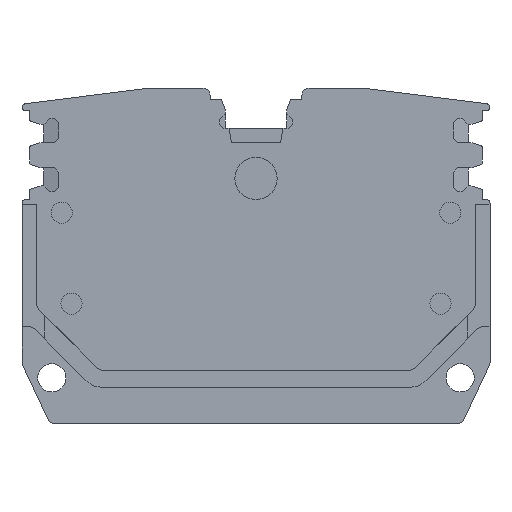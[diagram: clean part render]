
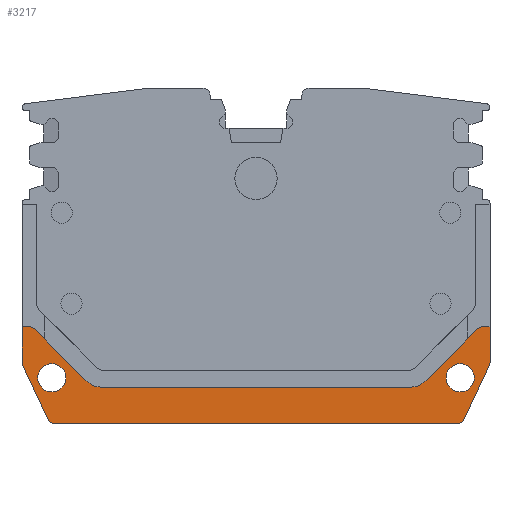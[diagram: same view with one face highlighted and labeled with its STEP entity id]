
A CAD part, left-side view. The second image highlights one B-rep face of the part: STEP entity #3217.
In plain terms, the highlighted planar face has unit normal (-1, 0, 0).
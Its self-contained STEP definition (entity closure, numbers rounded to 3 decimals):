
#102=AXIS2_PLACEMENT_3D('Plane Axis2P3D',#99,#100,#101) ;
#1225=AXIS2_PLACEMENT_3D('Circle Axis2P3D',#1223,#1224,$) ;
#1287=AXIS2_PLACEMENT_3D('Circle Axis2P3D',#1285,#1286,$) ;
#1365=AXIS2_PLACEMENT_3D('Circle Axis2P3D',#1363,#1364,$) ;
#2197=AXIS2_PLACEMENT_3D('Circle Axis2P3D',#2195,#2196,$) ;
#3109=AXIS2_PLACEMENT_3D('Circle Axis2P3D',#3107,#3108,$) ;
#3123=AXIS2_PLACEMENT_3D('Circle Axis2P3D',#3121,#3122,$) ;
#3137=AXIS2_PLACEMENT_3D('Circle Axis2P3D',#3135,#3136,$) ;
#3151=AXIS2_PLACEMENT_3D('Circle Axis2P3D',#3149,#3150,$) ;
#3183=AXIS2_PLACEMENT_3D('Circle Axis2P3D',#3181,#3182,$) ;
#3192=AXIS2_PLACEMENT_3D('Circle Axis2P3D',#3190,#3191,$) ;
#3201=AXIS2_PLACEMENT_3D('Circle Axis2P3D',#3199,#3200,$) ;
#3210=AXIS2_PLACEMENT_3D('Circle Axis2P3D',#3208,#3209,$) ;
#99=CARTESIAN_POINT('Axis2P3D Location',(0.,16.6,17.399)) ;
#1173=CARTESIAN_POINT('Vertex',(0.,4.54,3.052)) ;
#1176=CARTESIAN_POINT('Line Origine',(0.,2.697,4.895)) ;
#1180=CARTESIAN_POINT('Vertex',(0.,0.854,6.738)) ;
#1220=CARTESIAN_POINT('Vertex',(0.,5.636,2.598)) ;
#1223=CARTESIAN_POINT('Axis2P3D Location',(0.,5.636,4.148)) ;
#1251=CARTESIAN_POINT('Vertex',(0.,27.564,2.598)) ;
#1254=CARTESIAN_POINT('Line Origine',(0.,16.6,2.598)) ;
#1282=CARTESIAN_POINT('Vertex',(0.,28.66,3.052)) ;
#1285=CARTESIAN_POINT('Axis2P3D Location',(0.,27.564,4.148)) ;
#1315=CARTESIAN_POINT('Vertex',(0.,32.346,6.738)) ;
#1318=CARTESIAN_POINT('Line Origine',(0.,30.503,4.895)) ;
#1360=CARTESIAN_POINT('Vertex',(0.,32.7,6.885)) ;
#1363=CARTESIAN_POINT('Axis2P3D Location',(0.,32.7,6.385)) ;
#1391=CARTESIAN_POINT('Vertex',(0.,33.2,6.885)) ;
#1394=CARTESIAN_POINT('Line Origine',(0.,32.95,6.885)) ;
#2187=CARTESIAN_POINT('Vertex',(0.,0.5,6.885)) ;
#2195=CARTESIAN_POINT('Axis2P3D Location',(0.,0.5,6.385)) ;
#3061=CARTESIAN_POINT('Vertex',(0.,0.,6.885)) ;
#3069=CARTESIAN_POINT('Line Origine',(0.,0.25,6.885)) ;
#3100=CARTESIAN_POINT('Line Origine',(0.,33.2,5.625)) ;
#3104=CARTESIAN_POINT('Vertex',(0.,33.2,4.366)) ;
#3107=CARTESIAN_POINT('Axis2P3D Location',(0.,32.7,4.366)) ;
#3111=CARTESIAN_POINT('Vertex',(0.,33.153,4.155)) ;
#3114=CARTESIAN_POINT('Line Origine',(0.,32.252,2.222)) ;
#3118=CARTESIAN_POINT('Vertex',(0.,31.35,0.289)) ;
#3121=CARTESIAN_POINT('Axis2P3D Location',(0.,30.897,0.5)) ;
#3125=CARTESIAN_POINT('Vertex',(0.,30.897,0.)) ;
#3128=CARTESIAN_POINT('Line Origine',(0.,16.6,0.)) ;
#3132=CARTESIAN_POINT('Vertex',(0.,2.303,0.)) ;
#3135=CARTESIAN_POINT('Axis2P3D Location',(0.,2.303,0.5)) ;
#3139=CARTESIAN_POINT('Vertex',(0.,1.85,0.289)) ;
#3142=CARTESIAN_POINT('Line Origine',(0.,0.948,2.222)) ;
#3146=CARTESIAN_POINT('Vertex',(0.,0.047,4.155)) ;
#3149=CARTESIAN_POINT('Axis2P3D Location',(0.,0.5,4.366)) ;
#3153=CARTESIAN_POINT('Vertex',(0.,0.,4.366)) ;
#3156=CARTESIAN_POINT('Line Origine',(0.,0.,5.625)) ;
#3181=CARTESIAN_POINT('Axis2P3D Location',(0.,2.119,3.258)) ;
#3185=CARTESIAN_POINT('Vertex',(0.,2.119,2.258)) ;
#3187=CARTESIAN_POINT('Vertex',(0.,2.119,4.258)) ;
#3190=CARTESIAN_POINT('Axis2P3D Location',(0.,2.119,3.258)) ;
#3199=CARTESIAN_POINT('Axis2P3D Location',(0.,31.081,3.258)) ;
#3203=CARTESIAN_POINT('Vertex',(0.,31.081,2.258)) ;
#3205=CARTESIAN_POINT('Vertex',(0.,31.081,4.258)) ;
#3208=CARTESIAN_POINT('Axis2P3D Location',(0.,31.081,3.258)) ;
#100=DIRECTION('Axis2P3D Direction',(1.,0.,0.)) ;
#101=DIRECTION('Axis2P3D XDirection',(0.,1.,0.)) ;
#1177=DIRECTION('Vector Direction',(0.,-0.707,0.707)) ;
#1224=DIRECTION('Axis2P3D Direction',(1.,0.,0.)) ;
#1255=DIRECTION('Vector Direction',(0.,-1.,0.)) ;
#1286=DIRECTION('Axis2P3D Direction',(1.,0.,0.)) ;
#1319=DIRECTION('Vector Direction',(0.,-0.707,-0.707)) ;
#1364=DIRECTION('Axis2P3D Direction',(1.,0.,0.)) ;
#1395=DIRECTION('Vector Direction',(0.,-1.,0.)) ;
#2196=DIRECTION('Axis2P3D Direction',(1.,0.,0.)) ;
#3070=DIRECTION('Vector Direction',(0.,-1.,0.)) ;
#3101=DIRECTION('Vector Direction',(0.,0.,1.)) ;
#3108=DIRECTION('Axis2P3D Direction',(1.,0.,0.)) ;
#3115=DIRECTION('Vector Direction',(0.,-0.423,-0.906)) ;
#3122=DIRECTION('Axis2P3D Direction',(1.,0.,0.)) ;
#3129=DIRECTION('Vector Direction',(0.,-1.,0.)) ;
#3136=DIRECTION('Axis2P3D Direction',(1.,0.,0.)) ;
#3143=DIRECTION('Vector Direction',(0.,-0.423,0.906)) ;
#3150=DIRECTION('Axis2P3D Direction',(1.,0.,0.)) ;
#3157=DIRECTION('Vector Direction',(0.,0.,1.)) ;
#3182=DIRECTION('Axis2P3D Direction',(1.,0.,0.)) ;
#3191=DIRECTION('Axis2P3D Direction',(1.,0.,0.)) ;
#3200=DIRECTION('Axis2P3D Direction',(1.,0.,0.)) ;
#3209=DIRECTION('Axis2P3D Direction',(1.,0.,0.)) ;
#1178=VECTOR('Line Direction',#1177,1.) ;
#1256=VECTOR('Line Direction',#1255,1.) ;
#1320=VECTOR('Line Direction',#1319,1.) ;
#1396=VECTOR('Line Direction',#1395,1.) ;
#3071=VECTOR('Line Direction',#3070,1.) ;
#3102=VECTOR('Line Direction',#3101,1.) ;
#3116=VECTOR('Line Direction',#3115,1.) ;
#3130=VECTOR('Line Direction',#3129,1.) ;
#3144=VECTOR('Line Direction',#3143,1.) ;
#3158=VECTOR('Line Direction',#3157,1.) ;
#3162=ORIENTED_EDGE('',*,*,#1398,.T.) ;
#3163=ORIENTED_EDGE('',*,*,#3106,.F.) ;
#3164=ORIENTED_EDGE('',*,*,#3113,.F.) ;
#3165=ORIENTED_EDGE('',*,*,#3120,.F.) ;
#3166=ORIENTED_EDGE('',*,*,#3127,.F.) ;
#3167=ORIENTED_EDGE('',*,*,#3134,.F.) ;
#3168=ORIENTED_EDGE('',*,*,#3141,.F.) ;
#3169=ORIENTED_EDGE('',*,*,#3148,.F.) ;
#3170=ORIENTED_EDGE('',*,*,#3155,.F.) ;
#3171=ORIENTED_EDGE('',*,*,#3160,.F.) ;
#3172=ORIENTED_EDGE('',*,*,#3073,.T.) ;
#3173=ORIENTED_EDGE('',*,*,#2199,.T.) ;
#3174=ORIENTED_EDGE('',*,*,#1182,.T.) ;
#3175=ORIENTED_EDGE('',*,*,#1227,.T.) ;
#3176=ORIENTED_EDGE('',*,*,#1258,.T.) ;
#3177=ORIENTED_EDGE('',*,*,#1289,.T.) ;
#3178=ORIENTED_EDGE('',*,*,#1322,.T.) ;
#3179=ORIENTED_EDGE('',*,*,#1367,.T.) ;
#3196=ORIENTED_EDGE('',*,*,#3189,.F.) ;
#3197=ORIENTED_EDGE('',*,*,#3194,.F.) ;
#3214=ORIENTED_EDGE('',*,*,#3207,.F.) ;
#3215=ORIENTED_EDGE('',*,*,#3212,.F.) ;
#3198=FACE_BOUND('',#3195,.T.) ;
#3216=FACE_BOUND('',#3213,.T.) ;
#3217=ADVANCED_FACE('K\X2\00F6\X0\rper.57',(#3180,#3198,#3216),#103,.F.) ;
#1226=CIRCLE('generated circle',#1225,1.55) ;
#1288=CIRCLE('generated circle',#1287,1.55) ;
#1366=CIRCLE('generated circle',#1365,0.5) ;
#2198=CIRCLE('generated circle',#2197,0.5) ;
#3110=CIRCLE('generated circle',#3109,0.5) ;
#3124=CIRCLE('generated circle',#3123,0.5) ;
#3138=CIRCLE('generated circle',#3137,0.5) ;
#3152=CIRCLE('generated circle',#3151,0.5) ;
#3184=CIRCLE('generated circle',#3183,1.) ;
#3193=CIRCLE('generated circle',#3192,1.) ;
#3202=CIRCLE('generated circle',#3201,1.) ;
#3211=CIRCLE('generated circle',#3210,1.) ;
#1182=EDGE_CURVE('',#1181,#1174,#1179,.F.) ;
#1227=EDGE_CURVE('',#1174,#1221,#1226,.T.) ;
#1258=EDGE_CURVE('',#1221,#1252,#1257,.F.) ;
#1289=EDGE_CURVE('',#1252,#1283,#1288,.T.) ;
#1322=EDGE_CURVE('',#1283,#1316,#1321,.F.) ;
#1367=EDGE_CURVE('',#1316,#1361,#1366,.F.) ;
#1398=EDGE_CURVE('',#1361,#1392,#1397,.F.) ;
#2199=EDGE_CURVE('',#2188,#1181,#2198,.F.) ;
#3073=EDGE_CURVE('',#3062,#2188,#3072,.F.) ;
#3106=EDGE_CURVE('',#3105,#1392,#3103,.T.) ;
#3113=EDGE_CURVE('',#3112,#3105,#3110,.T.) ;
#3120=EDGE_CURVE('',#3119,#3112,#3117,.F.) ;
#3127=EDGE_CURVE('',#3126,#3119,#3124,.T.) ;
#3134=EDGE_CURVE('',#3133,#3126,#3131,.F.) ;
#3141=EDGE_CURVE('',#3140,#3133,#3138,.T.) ;
#3148=EDGE_CURVE('',#3147,#3140,#3145,.F.) ;
#3155=EDGE_CURVE('',#3154,#3147,#3152,.T.) ;
#3160=EDGE_CURVE('',#3062,#3154,#3159,.F.) ;
#3189=EDGE_CURVE('',#3186,#3188,#3184,.F.) ;
#3194=EDGE_CURVE('',#3188,#3186,#3193,.F.) ;
#3207=EDGE_CURVE('',#3204,#3206,#3202,.F.) ;
#3212=EDGE_CURVE('',#3206,#3204,#3211,.F.) ;
#3161=EDGE_LOOP('',(#3162,#3163,#3164,#3165,#3166,#3167,#3168,#3169,#3170,#3171,#3172,#3173,#3174,#3175,#3176,#3177,#3178,#3179)) ;
#3195=EDGE_LOOP('',(#3196,#3197)) ;
#3213=EDGE_LOOP('',(#3214,#3215)) ;
#3180=FACE_OUTER_BOUND('',#3161,.T.) ;
#1179=LINE('Line',#1176,#1178) ;
#1257=LINE('Line',#1254,#1256) ;
#1321=LINE('Line',#1318,#1320) ;
#1397=LINE('Line',#1394,#1396) ;
#3072=LINE('Line',#3069,#3071) ;
#3103=LINE('Line',#3100,#3102) ;
#3117=LINE('Line',#3114,#3116) ;
#3131=LINE('Line',#3128,#3130) ;
#3145=LINE('Line',#3142,#3144) ;
#3159=LINE('Line',#3156,#3158) ;
#103=PLANE('',#102) ;
#1174=VERTEX_POINT('',#1173) ;
#1181=VERTEX_POINT('',#1180) ;
#1221=VERTEX_POINT('',#1220) ;
#1252=VERTEX_POINT('',#1251) ;
#1283=VERTEX_POINT('',#1282) ;
#1316=VERTEX_POINT('',#1315) ;
#1361=VERTEX_POINT('',#1360) ;
#1392=VERTEX_POINT('',#1391) ;
#2188=VERTEX_POINT('',#2187) ;
#3062=VERTEX_POINT('',#3061) ;
#3105=VERTEX_POINT('',#3104) ;
#3112=VERTEX_POINT('',#3111) ;
#3119=VERTEX_POINT('',#3118) ;
#3126=VERTEX_POINT('',#3125) ;
#3133=VERTEX_POINT('',#3132) ;
#3140=VERTEX_POINT('',#3139) ;
#3147=VERTEX_POINT('',#3146) ;
#3154=VERTEX_POINT('',#3153) ;
#3186=VERTEX_POINT('',#3185) ;
#3188=VERTEX_POINT('',#3187) ;
#3204=VERTEX_POINT('',#3203) ;
#3206=VERTEX_POINT('',#3205) ;
